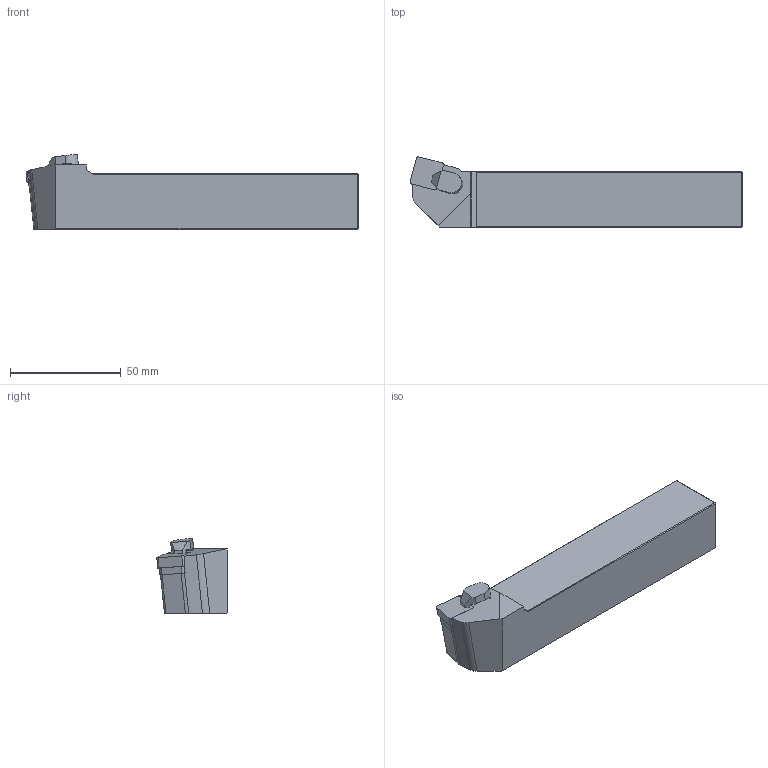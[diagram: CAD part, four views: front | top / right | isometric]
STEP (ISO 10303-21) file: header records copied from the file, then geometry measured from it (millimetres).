
FILE_DESCRIPTION(/* description */ (''),/* implementation_level */ '2;1');
FILE_NAME(/* name */ 'PSKNL-2525-M12C.stp',/* time_stamp */ '2023-09-29T15:48:30+03:00',/* author */ (''),/* organization */ (''),/* preprocessor_version */ 'ST-DEVELOPER v19.4',/* originating_system */ 'SIEMENS PLM Software NX2306.3001',/* authorisation */ '');
FILE_SCHEMA (('AUTOMOTIVE_DESIGN { 1 0 10303 214 3 1 1 1 }'));
Length unit declared in the file: millimetre
Products named in the file (1): PSKNL-2525-M12C
Bounding box: 149.82 x 31.82 x 33.63 mm (x, y, z)
Volume: 93973.4 mm3; surface area: 16927.1 mm2
Topology: 2 solids, 2 shells, 68 faces, 175 edges, 112 vertices
Faces by surface type: plane 52, cylinder 16
Entity records: 2090 total; most frequent: CARTESIAN_POINT 374, DIRECTION 351, ORIENTED_EDGE 350, EDGE_CURVE 175, LINE 133, VECTOR 133, VERTEX_POINT 112, AXIS2_PLACEMENT_3D 109
